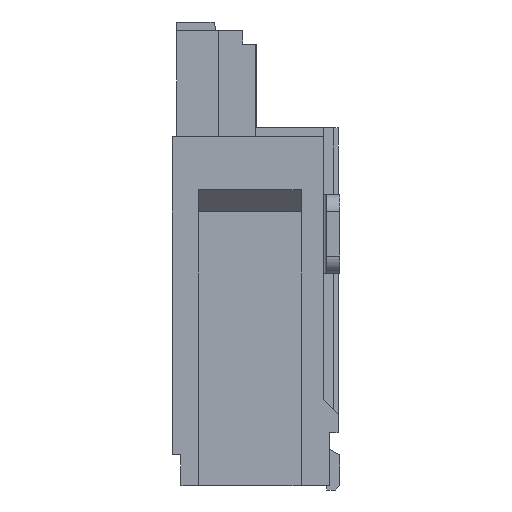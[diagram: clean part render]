
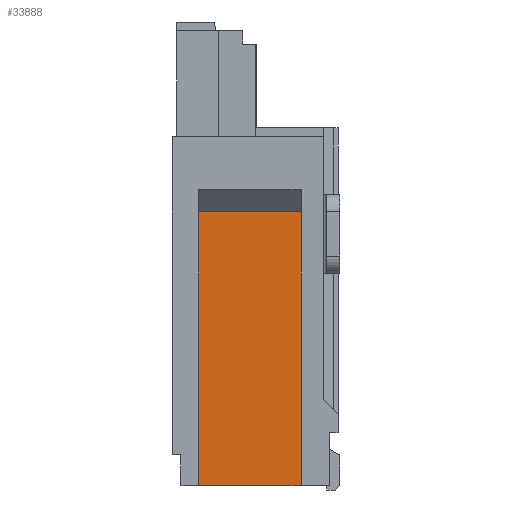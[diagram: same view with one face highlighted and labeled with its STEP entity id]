
A CAD part, left-side view. The second image highlights one B-rep face of the part: STEP entity #33888.
In plain terms, the highlighted planar face has unit normal (-1, 0, 0).
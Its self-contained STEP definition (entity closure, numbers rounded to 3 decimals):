
#12451=DIRECTION('',(0.,-1.,0.));
#12452=VECTOR('',#12451,1.16);
#12453=CARTESIAN_POINT('',(-6.35,1.58,-4.05));
#12454=LINE('',#12453,#12452);
#12475=DIRECTION('',(0.,1.,0.));
#12476=VECTOR('',#12475,1.16);
#12477=CARTESIAN_POINT('',(-6.35,0.42,-0.95));
#12478=LINE('',#12477,#12476);
#12479=DIRECTION('',(0.,0.,1.));
#12480=VECTOR('',#12479,3.1);
#12481=CARTESIAN_POINT('',(-6.35,1.58,-4.05));
#12482=LINE('',#12481,#12480);
#12491=DIRECTION('',(0.,0.,1.));
#12492=VECTOR('',#12491,3.1);
#12493=CARTESIAN_POINT('',(-6.35,0.42,-4.05));
#12494=LINE('',#12493,#12492);
#12748=CARTESIAN_POINT('',(-6.35,1.58,-4.05));
#12749=CARTESIAN_POINT('',(-6.35,0.42,-4.05));
#12750=VERTEX_POINT('',#12748);
#12751=VERTEX_POINT('',#12749);
#12818=CARTESIAN_POINT('',(-6.35,1.58,-0.95));
#12820=VERTEX_POINT('',#12818);
#12824=CARTESIAN_POINT('',(-6.35,0.42,-0.95));
#12825=VERTEX_POINT('',#12824);
#33874=CARTESIAN_POINT('',(-6.35,1.58,-4.05));
#33875=DIRECTION('',(1.,0.,0.));
#33876=DIRECTION('',(0.,-1.,0.));
#33877=AXIS2_PLACEMENT_3D('',#33874,#33875,#33876);
#33878=PLANE('',#33877);
#33880=ORIENTED_EDGE('',*,*,#33879,.F.);
#33882=ORIENTED_EDGE('',*,*,#33881,.F.);
#33883=ORIENTED_EDGE('',*,*,#33859,.F.);
#33885=ORIENTED_EDGE('',*,*,#33884,.T.);
#33886=EDGE_LOOP('',(#33880,#33882,#33883,#33885));
#33887=FACE_OUTER_BOUND('',#33886,.F.);
#33888=ADVANCED_FACE('',(#33887),#33878,.F.);
#33859=EDGE_CURVE('',#12750,#12751,#12454,.T.);
#33879=EDGE_CURVE('',#12825,#12820,#12478,.T.);
#33881=EDGE_CURVE('',#12751,#12825,#12494,.T.);
#33884=EDGE_CURVE('',#12750,#12820,#12482,.T.);
